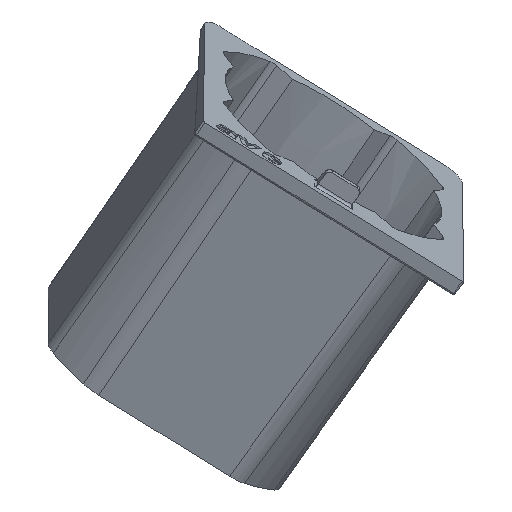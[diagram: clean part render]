
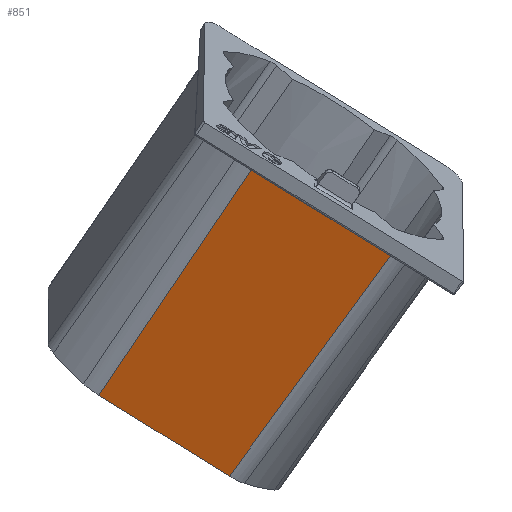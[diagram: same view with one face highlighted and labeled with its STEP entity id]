
A CAD part, front view. The second image highlights one B-rep face of the part: STEP entity #851.
In plain terms, the highlighted face is planar.
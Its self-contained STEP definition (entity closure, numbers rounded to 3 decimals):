
#793=CARTESIAN_POINT('Vertex',(7.633,-30.05,-13.677)) ;
#797=CARTESIAN_POINT('Control Point',(7.633,-30.05,-13.677)) ;
#798=CARTESIAN_POINT('Control Point',(7.733,-24.43,-13.726)) ;
#799=CARTESIAN_POINT('Control Point',(7.833,-18.81,-13.775)) ;
#800=CARTESIAN_POINT('Control Point',(7.932,-13.19,-13.824)) ;
#801=CARTESIAN_POINT('Control Point',(8.031,-7.571,-13.873)) ;
#802=CARTESIAN_POINT('Control Point',(8.129,-1.951,-13.922)) ;
#803=CARTESIAN_POINT('Vertex',(8.129,-1.951,-13.922)) ;
#820=CARTESIAN_POINT('Axis2P3D Location',(11.665,-1.645,-13.925)) ;
#825=CARTESIAN_POINT('Line Origine',(0.,-1.951,-13.922)) ;
#829=CARTESIAN_POINT('Vertex',(-8.129,-1.951,-13.922)) ;
#832=CARTESIAN_POINT('Line Origine',(0.,-30.05,-13.677)) ;
#836=CARTESIAN_POINT('Vertex',(-7.633,-30.05,-13.677)) ;
#840=CARTESIAN_POINT('Control Point',(-8.129,-1.951,-13.922)) ;
#841=CARTESIAN_POINT('Control Point',(-7.965,-11.317,-13.841)) ;
#842=CARTESIAN_POINT('Control Point',(-7.8,-20.684,-13.759)) ;
#843=CARTESIAN_POINT('Control Point',(-7.633,-30.05,-13.677)) ;
#821=DIRECTION('Axis2P3D Direction',(0.,0.009,1.)) ;
#822=DIRECTION('Axis2P3D XDirection',(1.,0.,0.)) ;
#826=DIRECTION('Vector Direction',(1.,0.,0.)) ;
#833=DIRECTION('Vector Direction',(1.,0.,0.)) ;
#823=AXIS2_PLACEMENT_3D('Plane Axis2P3D',#820,#821,#822) ;
#846=ORIENTED_EDGE('',*,*,#831,.T.) ;
#847=ORIENTED_EDGE('',*,*,#805,.F.) ;
#848=ORIENTED_EDGE('',*,*,#838,.F.) ;
#849=ORIENTED_EDGE('',*,*,#844,.F.) ;
#827=VECTOR('Line Direction',#826,1.) ;
#834=VECTOR('Line Direction',#833,1.) ;
#851=ADVANCED_FACE('PartBody',(#850),#824,.F.) ;
#796=B_SPLINE_CURVE_WITH_KNOTS('',5,(#797,#798,#799,#800,#801,#802),.UNSPECIFIED.,.F.,.U.,(6,6),(8.036,47.782),.UNSPECIFIED.) ;
#839=B_SPLINE_CURVE_WITH_KNOTS('',3,(#840,#841,#842,#843),.UNSPECIFIED.,.F.,.U.,(4,4),(8.703,48.45),.UNSPECIFIED.) ;
#805=EDGE_CURVE('',#794,#804,#796,.T.) ;
#831=EDGE_CURVE('',#830,#804,#828,.T.) ;
#838=EDGE_CURVE('',#837,#794,#835,.T.) ;
#844=EDGE_CURVE('',#830,#837,#839,.T.) ;
#845=EDGE_LOOP('',(#846,#847,#848,#849)) ;
#850=FACE_OUTER_BOUND('',#845,.T.) ;
#828=LINE('Line',#825,#827) ;
#835=LINE('Line',#832,#834) ;
#824=PLANE('',#823) ;
#794=VERTEX_POINT('',#793) ;
#804=VERTEX_POINT('',#803) ;
#830=VERTEX_POINT('',#829) ;
#837=VERTEX_POINT('',#836) ;
